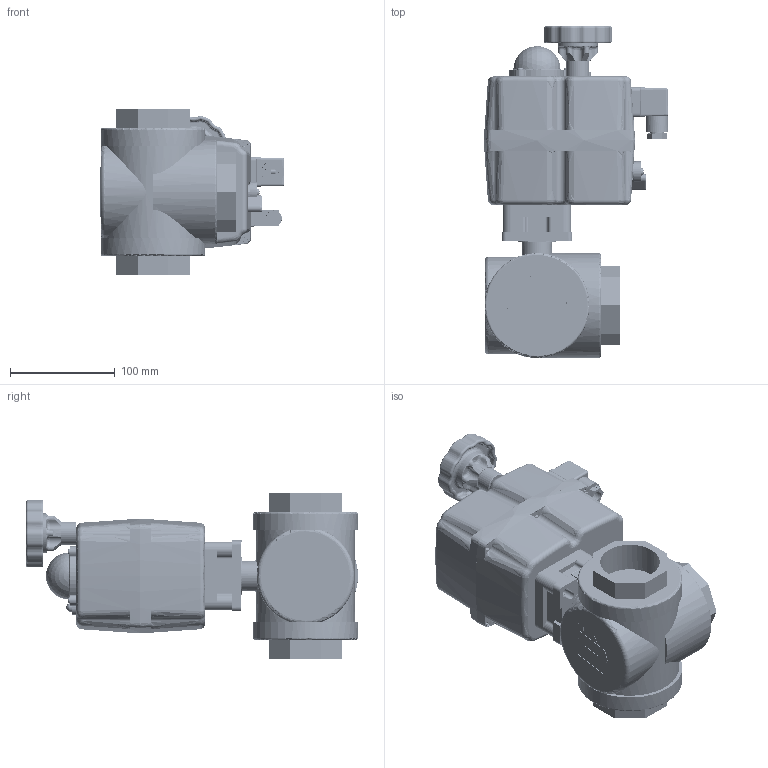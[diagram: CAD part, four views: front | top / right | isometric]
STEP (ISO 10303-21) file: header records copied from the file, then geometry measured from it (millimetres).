
FILE_DESCRIPTION (( 'STEP AP214' ), '1' );
FILE_NAME ('EK09_DN50.STEP', '2021-06-30T15:06:52', ( '' ), ( '' ), 'SwSTEP 2.0', 'SolidWorks 2021', '' );
FILE_SCHEMA (( 'AUTOMOTIVE_DESIGN' ));
Length unit declared in the file: millimetre
Products named in the file (3): EK09_DN50; EK09_DN50 Kugelhahn_ohne Hebel (GK09); AN01_S85
Assembly tree (2 placements, depth 2):
  EK09_DN50
    EK09_DN50 Kugelhahn_ohne Hebel (GK09)
    AN01_S85
Bounding box: 176.14 x 316.5 x 158 mm (x, y, z)
Volume: 1685752.3 mm3; surface area: 374210.6 mm2
Topology: 55 solids, 55 shells, 4719 faces, 11531 edges, 6980 vertices
Faces by surface type: cylinder 1526, plane 1133, cone 1081, torus 565, bspline 292, sphere 122
Entity records: 180469 total; most frequent: CARTESIAN_POINT 68436, DIRECTION 24614, ORIENTED_EDGE 22822, EDGE_CURVE 11411, AXIS2_PLACEMENT_3D 9999, VERTEX_POINT 6974, CIRCLE 5567, EDGE_LOOP 5049
